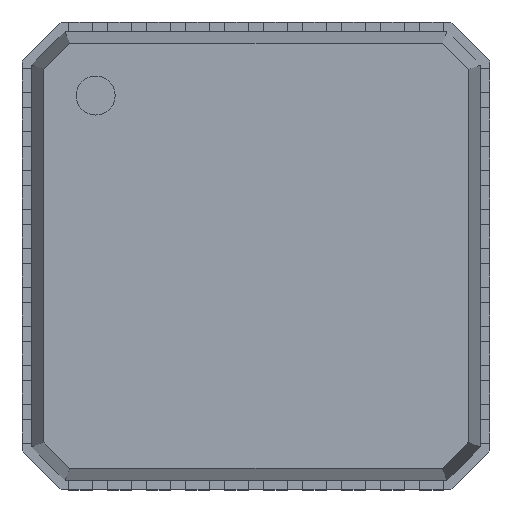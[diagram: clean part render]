
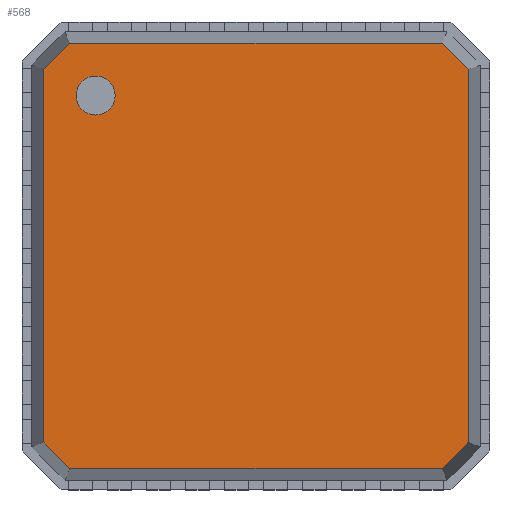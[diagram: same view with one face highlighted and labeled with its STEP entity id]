
A CAD part, top view. The second image highlights one B-rep face of the part: STEP entity #568.
In plain terms, the highlighted planar face has unit normal (0, 0, 1).
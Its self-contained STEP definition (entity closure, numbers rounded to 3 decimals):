
#230=CARTESIAN_POINT('',(-1.806,2.056,1.0));
#231=VERTEX_POINT('',#230);
#240=CARTESIAN_POINT('',(-2.306,2.056,1.0));
#241=VERTEX_POINT('',#240);
#242=CARTESIAN_POINT('',(-2.056,2.056,1.0));
#243=DIRECTION('',(0.0,0.0,-1.0));
#244=DIRECTION('',(1.0,0.0,0.0));
#245=AXIS2_PLACEMENT_3D('',#242,#243,#244);
#246=CIRCLE('',#245,0.25);
#247=EDGE_CURVE('',#241,#231,#246,.T.);
#281=CARTESIAN_POINT('',(-2.056,2.056,1.0));
#282=DIRECTION('',(0.0,0.0,-1.0));
#283=DIRECTION('',(1.0,0.0,0.0));
#284=AXIS2_PLACEMENT_3D('',#281,#282,#283);
#285=CIRCLE('',#284,0.25);
#286=EDGE_CURVE('',#231,#241,#285,.T.);
#306=CARTESIAN_POINT('',(-2.386,-2.725,1.0));
#307=VERTEX_POINT('',#306);
#308=CARTESIAN_POINT('',(-2.725,-2.386,1.0));
#309=VERTEX_POINT('',#308);
#310=CARTESIAN_POINT('',(-2.386,-2.725,1.0));
#311=DIRECTION('',(-0.707,0.707,0.0));
#312=VECTOR('',#311,0.479);
#313=LINE('',#310,#312);
#314=EDGE_CURVE('',#307,#309,#313,.T.);
#346=CARTESIAN_POINT('',(-2.725,2.386,1.0));
#347=VERTEX_POINT('',#346);
#348=CARTESIAN_POINT('',(-2.725,-2.386,1.0));
#349=DIRECTION('',(0.0,1.0,0.0));
#350=VECTOR('',#349,4.772);
#351=LINE('',#348,#350);
#352=EDGE_CURVE('',#309,#347,#351,.T.);
#377=CARTESIAN_POINT('',(-2.386,2.725,1.0));
#378=VERTEX_POINT('',#377);
#379=CARTESIAN_POINT('',(-2.725,2.386,1.0));
#380=DIRECTION('',(0.707,0.707,0.0));
#381=VECTOR('',#380,0.479);
#382=LINE('',#379,#381);
#383=EDGE_CURVE('',#347,#378,#382,.T.);
#408=CARTESIAN_POINT('',(2.386,2.725,1.0));
#409=VERTEX_POINT('',#408);
#410=CARTESIAN_POINT('',(-2.386,2.725,1.0));
#411=DIRECTION('',(1.0,0.0,0.0));
#412=VECTOR('',#411,4.772);
#413=LINE('',#410,#412);
#414=EDGE_CURVE('',#378,#409,#413,.T.);
#439=CARTESIAN_POINT('',(2.725,2.386,1.0));
#440=VERTEX_POINT('',#439);
#441=CARTESIAN_POINT('',(2.386,2.725,1.0));
#442=DIRECTION('',(0.707,-0.707,0.0));
#443=VECTOR('',#442,0.479);
#444=LINE('',#441,#443);
#445=EDGE_CURVE('',#409,#440,#444,.T.);
#470=CARTESIAN_POINT('',(2.725,-2.386,1.0));
#471=VERTEX_POINT('',#470);
#472=CARTESIAN_POINT('',(2.725,2.386,1.0));
#473=DIRECTION('',(0.0,-1.0,0.0));
#474=VECTOR('',#473,4.772);
#475=LINE('',#472,#474);
#476=EDGE_CURVE('',#440,#471,#475,.T.);
#501=CARTESIAN_POINT('',(2.386,-2.725,1.0));
#502=VERTEX_POINT('',#501);
#503=CARTESIAN_POINT('',(2.725,-2.386,1.0));
#504=DIRECTION('',(-0.707,-0.707,0.0));
#505=VECTOR('',#504,0.479);
#506=LINE('',#503,#505);
#507=EDGE_CURVE('',#471,#502,#506,.T.);
#532=CARTESIAN_POINT('',(2.386,-2.725,1.0));
#533=DIRECTION('',(-1.0,0.0,0.0));
#534=VECTOR('',#533,4.772);
#535=LINE('',#532,#534);
#536=EDGE_CURVE('',#502,#307,#535,.T.);
#549=CARTESIAN_POINT('',(0.,0.,1.0));
#550=DIRECTION('',(0.0,0.0,1.0));
#551=DIRECTION('',(1.0,0.0,0.0));
#552=AXIS2_PLACEMENT_3D('',#549,#550,#551);
#553=PLANE('',#552);
#554=ORIENTED_EDGE('',*,*,#314,.F.);
#555=ORIENTED_EDGE('',*,*,#536,.F.);
#556=ORIENTED_EDGE('',*,*,#507,.F.);
#557=ORIENTED_EDGE('',*,*,#476,.F.);
#558=ORIENTED_EDGE('',*,*,#445,.F.);
#559=ORIENTED_EDGE('',*,*,#414,.F.);
#560=ORIENTED_EDGE('',*,*,#383,.F.);
#561=ORIENTED_EDGE('',*,*,#352,.F.);
#562=EDGE_LOOP('',(#554,#555,#556,#557,#558,#559,#560,#561));
#563=FACE_OUTER_BOUND('',#562,.T.);
#564=ORIENTED_EDGE('',*,*,#286,.T.);
#565=ORIENTED_EDGE('',*,*,#247,.T.);
#566=EDGE_LOOP('',(#564,#565));
#567=FACE_BOUND('',#566,.T.);
#568=ADVANCED_FACE('',(#563,#567),#553,.T.);
